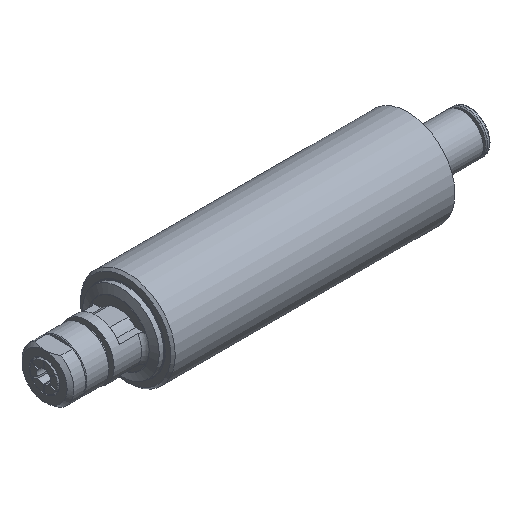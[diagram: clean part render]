
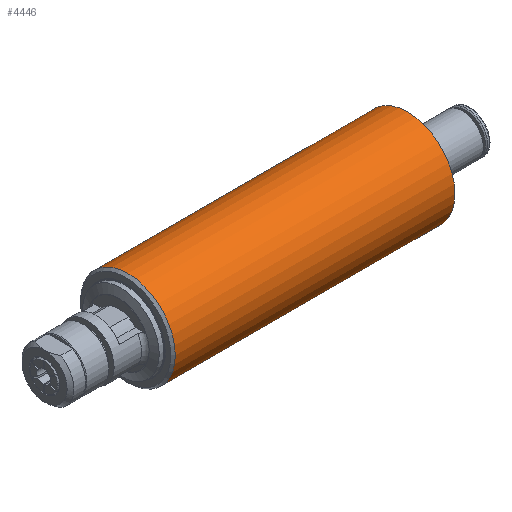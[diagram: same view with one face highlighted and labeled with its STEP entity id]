
A CAD part, isometric view. The second image highlights one B-rep face of the part: STEP entity #4446.
In plain terms, the highlighted cylindrical face has radius 21 mm (diameter 42 mm), a full revolution.
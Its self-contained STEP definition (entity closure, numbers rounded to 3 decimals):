
#493=CYLINDRICAL_SURFACE('',#4810,21.);
#621=FACE_OUTER_BOUND('',#877,.T.);
#877=EDGE_LOOP('',(#3289,#3290,#3291,#3292,#3293));
#1160=CIRCLE('',#4806,21.);
#1161=CIRCLE('',#4807,21.);
#1163=CIRCLE('',#4811,21.);
#1465=LINE('',#7152,#1703);
#1703=VECTOR('',#5630,21.);
#2031=VERTEX_POINT('',#7141);
#2032=VERTEX_POINT('',#7142);
#2034=VERTEX_POINT('',#7150);
#2510=EDGE_CURVE('',#2031,#2032,#1160,.T.);
#2511=EDGE_CURVE('',#2032,#2031,#1161,.T.);
#2514=EDGE_CURVE('',#2034,#2034,#1163,.T.);
#2515=EDGE_CURVE('',#2034,#2032,#1465,.T.);
#3289=ORIENTED_EDGE('',*,*,#2514,.F.);
#3290=ORIENTED_EDGE('',*,*,#2515,.T.);
#3291=ORIENTED_EDGE('',*,*,#2510,.F.);
#3292=ORIENTED_EDGE('',*,*,#2511,.F.);
#3293=ORIENTED_EDGE('',*,*,#2515,.F.);
#4446=ADVANCED_FACE('',(#621),#493,.T.);
#4806=AXIS2_PLACEMENT_3D('',#7143,#5617,#5618);
#4807=AXIS2_PLACEMENT_3D('',#7144,#5619,#5620);
#4810=AXIS2_PLACEMENT_3D('',#7149,#5626,#5627);
#4811=AXIS2_PLACEMENT_3D('',#7151,#5628,#5629);
#5617=DIRECTION('center_axis',(-1.,0.,0.));
#5618=DIRECTION('ref_axis',(0.,1.,0.));
#5619=DIRECTION('center_axis',(-1.,0.,0.));
#5620=DIRECTION('ref_axis',(0.,1.,0.));
#5626=DIRECTION('center_axis',(1.,0.,0.));
#5627=DIRECTION('ref_axis',(0.,-1.,0.));
#5628=DIRECTION('center_axis',(1.,0.,0.));
#5629=DIRECTION('ref_axis',(0.,-1.,0.));
#5630=DIRECTION('',(-1.,0.,0.));
#7141=CARTESIAN_POINT('',(-81.5,-21.,0.));
#7142=CARTESIAN_POINT('',(-81.5,21.,0.));
#7143=CARTESIAN_POINT('Origin',(-81.5,0.,
0.));
#7144=CARTESIAN_POINT('Origin',(-81.5,0.,
0.));
#7149=CARTESIAN_POINT('Origin',(-20.,0.,
0.));
#7150=CARTESIAN_POINT('',(42.5,21.,0.));
#7151=CARTESIAN_POINT('Origin',(42.5,0.,0.));
#7152=CARTESIAN_POINT('',(-20.,21.,0.));
